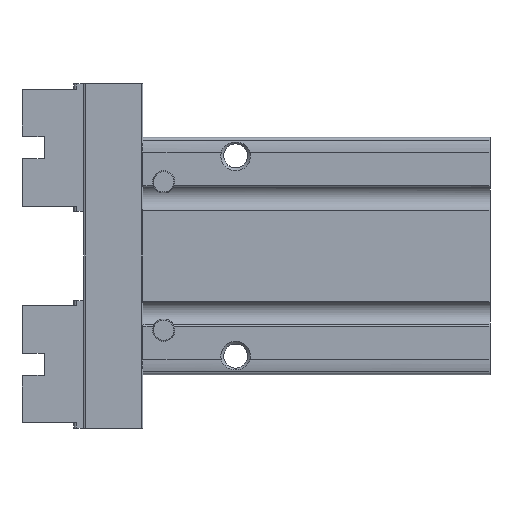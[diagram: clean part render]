
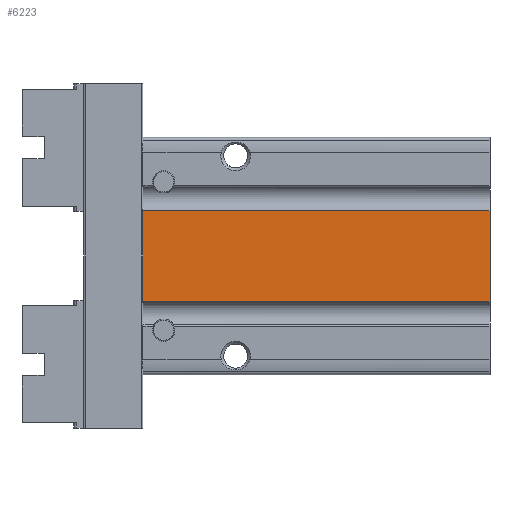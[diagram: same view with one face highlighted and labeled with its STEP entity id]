
A CAD part, left-side view. The second image highlights one B-rep face of the part: STEP entity #6223.
In plain terms, the highlighted face is planar.
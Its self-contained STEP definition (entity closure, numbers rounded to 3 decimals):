
#416=LINE('',#9853,#962);
#422=LINE('',#9875,#968);
#424=LINE('',#9881,#970);
#425=LINE('',#9882,#971);
#962=VECTOR('',#7689,1000.);
#968=VECTOR('',#7709,1000.);
#970=VECTOR('',#7715,1000.);
#971=VECTOR('',#7716,1000.);
#1733=ORIENTED_EDGE('',*,*,#3472,.T.);
#1734=ORIENTED_EDGE('',*,*,#3458,.T.);
#1735=ORIENTED_EDGE('',*,*,#3473,.F.);
#1736=ORIENTED_EDGE('',*,*,#3469,.F.);
#3458=EDGE_CURVE('',#4316,#4315,#416,.T.);
#3469=EDGE_CURVE('',#4324,#4325,#422,.T.);
#3472=EDGE_CURVE('',#4324,#4316,#424,.T.);
#3473=EDGE_CURVE('',#4325,#4315,#425,.T.);
#4315=VERTEX_POINT('',#9852);
#4316=VERTEX_POINT('',#9854);
#4324=VERTEX_POINT('',#9874);
#4325=VERTEX_POINT('',#9876);
#5104=EDGE_LOOP('',(#1733,#1734,#1735,#1736));
#5570=FACE_BOUND('',#5104,.T.);
#5989=PLANE('',#6723);
#6223=ADVANCED_FACE('',(#5570),#5989,.F.);
#6723=AXIS2_PLACEMENT_3D('',#9880,#7713,#7714);
#7689=DIRECTION('',(1.,0.,0.));
#7709=DIRECTION('',(1.,0.,0.));
#7713=DIRECTION('',(0.,0.,-1.));
#7714=DIRECTION('',(-1.,0.,0.));
#7715=DIRECTION('',(0.,-1.,0.));
#7716=DIRECTION('',(0.,-1.,0.));
#9852=CARTESIAN_POINT('',(6.1,0.,10.));
#9853=CARTESIAN_POINT('',(-14.,0.,10.));
#9854=CARTESIAN_POINT('',(-6.1,0.,10.));
#9874=CARTESIAN_POINT('',(-6.1,46.8,10.));
#9875=CARTESIAN_POINT('',(-14.,46.8,10.));
#9876=CARTESIAN_POINT('',(6.1,46.8,10.));
#9880=CARTESIAN_POINT('',(-14.,46.8,10.));
#9881=CARTESIAN_POINT('',(-6.1,46.8,10.));
#9882=CARTESIAN_POINT('',(6.1,46.8,10.));
